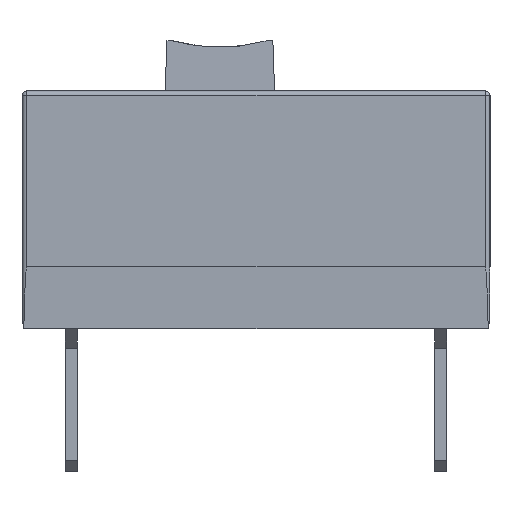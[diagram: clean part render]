
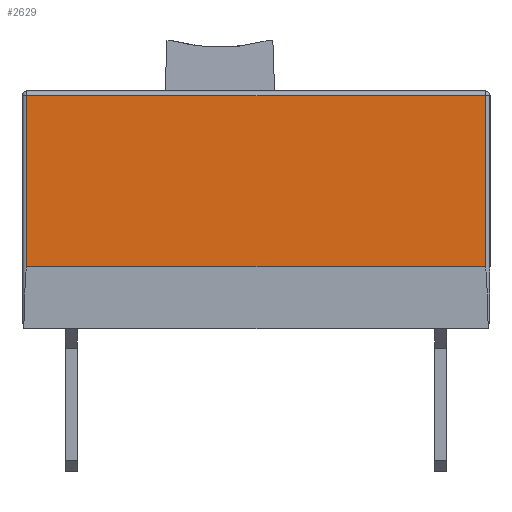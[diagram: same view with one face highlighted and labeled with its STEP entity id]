
A CAD part, left-side view. The second image highlights one B-rep face of the part: STEP entity #2629.
In plain terms, the highlighted planar face has unit normal (-1, 0, 0).
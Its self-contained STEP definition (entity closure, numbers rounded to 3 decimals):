
#2590=CARTESIAN_POINT('',(-6.985,-4.726,5.181));
#2591=VERTEX_POINT('',#2590);
#2592=CARTESIAN_POINT('',(-6.985,4.726,5.181));
#2593=VERTEX_POINT('',#2592);
#2594=CARTESIAN_POINT('',(-6.985,4.826,5.181));
#2595=DIRECTION('',(-0.0,1.0,0.0));
#2596=VECTOR('',#2595,1.0);
#2597=LINE('',#2594,#2596);
#2598=EDGE_CURVE('n� 10084',#2591,#2593,#2597,.T.);
#2599=ORIENTED_EDGE('',*,*,#2598,.T.);
#2600=CARTESIAN_POINT('',(-6.985,4.726,1.651));
#2601=VERTEX_POINT('',#2600);
#2602=CARTESIAN_POINT('',(-6.985,4.726,5.281));
#2603=DIRECTION('',(0.0,0.0,-1.0));
#2604=VECTOR('',#2603,1.0);
#2605=LINE('',#2602,#2604);
#2606=EDGE_CURVE('n� 10089',#2593,#2601,#2605,.T.);
#2607=ORIENTED_EDGE('',*,*,#2606,.T.);
#2608=CARTESIAN_POINT('',(-6.985,-4.726,1.651));
#2609=VERTEX_POINT('',#2608);
#2610=CARTESIAN_POINT('',(-6.985,4.826,1.651));
#2611=DIRECTION('',(0.0,-1.0,0.0));
#2612=VECTOR('',#2611,1.0);
#2613=LINE('',#2610,#2612);
#2614=EDGE_CURVE('n� 10075',#2601,#2609,#2613,.T.);
#2615=ORIENTED_EDGE('',*,*,#2614,.T.);
#2616=CARTESIAN_POINT('',(-6.985,-4.726,5.281));
#2617=DIRECTION('',(0.0,0.0,1.0));
#2618=VECTOR('',#2617,1.0);
#2619=LINE('',#2616,#2618);
#2620=EDGE_CURVE('n� 10087',#2609,#2591,#2619,.T.);
#2621=ORIENTED_EDGE('',*,*,#2620,.T.);
#2622=EDGE_LOOP('',(#2599,#2607,#2615,#2621));
#2623=FACE_OUTER_BOUND('',#2622,.T.);
#2624=CARTESIAN_POINT('',(-6.985,4.826,5.281));
#2625=DIRECTION('',(1.0,0.0,0.0));
#2626=DIRECTION('',(0.0,0.0,-1.0));
#2627=AXIS2_PLACEMENT_3D('',#2624,#2625,#2626);
#2628=PLANE('',#2627);
#2629=ADVANCED_FACE('n� 85',(#2623),#2628,.F.);
